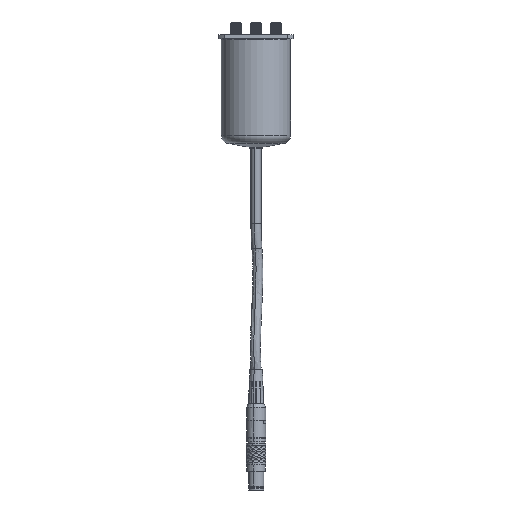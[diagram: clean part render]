
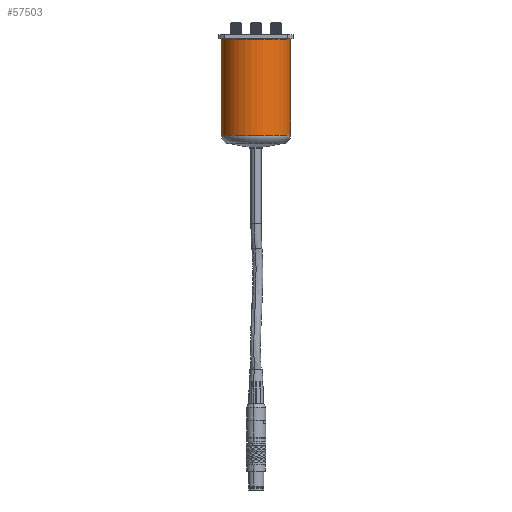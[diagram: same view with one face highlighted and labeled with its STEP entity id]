
A CAD part, front view. The second image highlights one B-rep face of the part: STEP entity #57503.
In plain terms, the highlighted cylindrical face has radius 20.61 mm (diameter 41.22 mm), a partial arc.
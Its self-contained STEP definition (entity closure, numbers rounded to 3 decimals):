
#789 = CARTESIAN_POINT ( 'NONE',  ( 0., 56.895, 20.61 ) ) ;
#1184 = CARTESIAN_POINT ( 'NONE',  ( 0., 0.3, 20.61 ) ) ;
#2116 = EDGE_CURVE ( 'NONE', #28164, #44077, #18570, .T. ) ;
#2311 = EDGE_CURVE ( 'NONE', #16156, #28164, #16036, .T. ) ;
#3245 = DIRECTION ( 'NONE',  ( 0., -1., 0. ) ) ;
#6533 = CIRCLE ( 'NONE', #54365, 20.61 ) ;
#12149 = ORIENTED_EDGE ( 'NONE', *, *, #2311, .F. ) ;
#13591 = ORIENTED_EDGE ( 'NONE', *, *, #14675, .T. ) ;
#14584 = ORIENTED_EDGE ( 'NONE', *, *, #53611, .T. ) ;
#14675 = EDGE_CURVE ( 'NONE', #16156, #39041, #6533, .T. ) ;
#15237 = ORIENTED_EDGE ( 'NONE', *, *, #2116, .F. ) ;
#15904 = VECTOR ( 'NONE', #24624, 1000. ) ;
#16036 = LINE ( 'NONE', #25935, #15904 ) ;
#16156 = VERTEX_POINT ( 'NONE', #789 ) ;
#18570 = CIRCLE ( 'NONE', #39596, 20.61 ) ;
#19258 = CARTESIAN_POINT ( 'NONE',  ( 0., 56.895, -20.61 ) ) ;
#20081 = DIRECTION ( 'NONE',  ( 0., -1., 0. ) ) ;
#24624 = DIRECTION ( 'NONE',  ( 0., -1., 0. ) ) ;
#25935 = CARTESIAN_POINT ( 'NONE',  ( 0., 0., 20.61 ) ) ;
#26560 = DIRECTION ( 'NONE',  ( 0., 0., -1. ) ) ;
#26962 = AXIS2_PLACEMENT_3D ( 'NONE', #59290, #3245, #26560 ) ;
#27519 = EDGE_LOOP ( 'NONE', ( #12149, #13591, #14584, #15237 ) ) ;
#28164 = VERTEX_POINT ( 'NONE', #1184 ) ;
#32727 = CYLINDRICAL_SURFACE ( 'NONE', #26962, 20.61 ) ;
#36349 = DIRECTION ( 'NONE',  ( 0., 0., -1. ) ) ;
#36359 = DIRECTION ( 'NONE',  ( 0., -1., 0. ) ) ;
#36543 = CARTESIAN_POINT ( 'NONE',  ( 0., 0.3, 0. ) ) ;
#39041 = VERTEX_POINT ( 'NONE', #19258 ) ;
#39596 = AXIS2_PLACEMENT_3D ( 'NONE', #36543, #36359, #36349 ) ;
#44077 = VERTEX_POINT ( 'NONE', #46107 ) ;
#46107 = CARTESIAN_POINT ( 'NONE',  ( 0., 0.3, -20.61 ) ) ;
#48022 = CARTESIAN_POINT ( 'NONE',  ( 0., 0., -20.61 ) ) ;
#50522 = VECTOR ( 'NONE', #20081, 1000. ) ;
#52064 = LINE ( 'NONE', #48022, #50522 ) ;
#53611 = EDGE_CURVE ( 'NONE', #39041, #44077, #52064, .T. ) ;
#54365 = AXIS2_PLACEMENT_3D ( 'NONE', #57625, #57575, #57499 ) ;
#57499 = DIRECTION ( 'NONE',  ( 0., 0., -1. ) ) ;
#57503 = ADVANCED_FACE ( 'NONE', ( #60554 ), #32727, .T. ) ;
#57575 = DIRECTION ( 'NONE',  ( 0., -1., 0. ) ) ;
#57625 = CARTESIAN_POINT ( 'NONE',  ( 0., 56.895, 0. ) ) ;
#59290 = CARTESIAN_POINT ( 'NONE',  ( 0., 0., 0. ) ) ;
#60554 = FACE_OUTER_BOUND ( 'NONE', #27519, .T. ) ;
